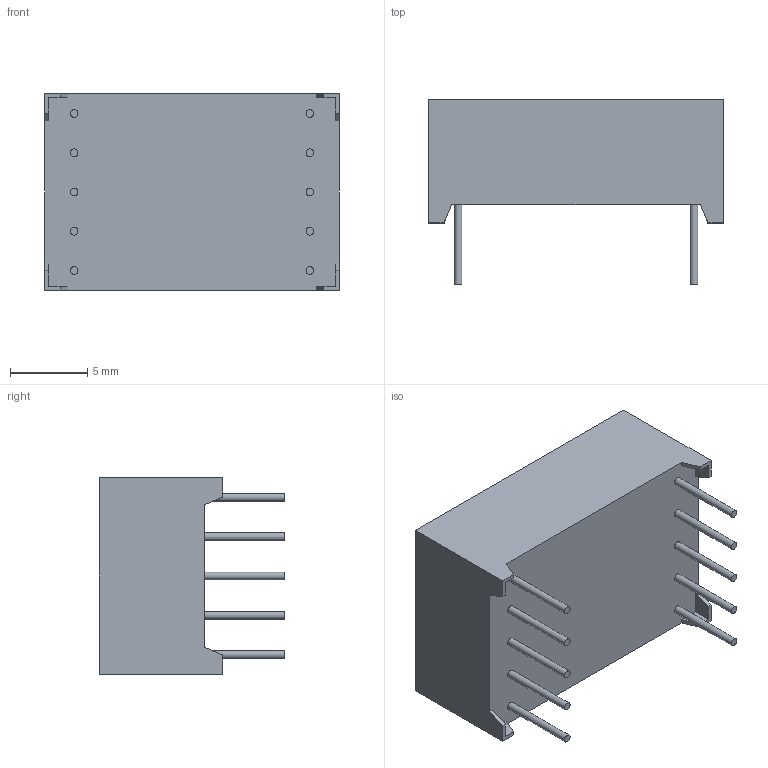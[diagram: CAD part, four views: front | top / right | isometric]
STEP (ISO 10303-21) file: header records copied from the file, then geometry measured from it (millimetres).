
FILE_DESCRIPTION(/* description */ (''),/* implementation_level */ '2;1');
FILE_NAME(/* name */ '7SEGBCD.stp',/* time_stamp */ '2020-06-29T04:23:30+09:00',/* author */ ('3Zuta'),/* organization */ (''),/* preprocessor_version */ 'ST-DEVELOPER v18',/* originating_system */ 'Autodesk Inventor 2020',/* authorisation */ '');
FILE_SCHEMA (('AUTOMOTIVE_DESIGN { 1 0 10303 214 3 1 1 }'));
Length unit declared in the file: millimetre
Products named in the file (1): 7SEGBCD
Bounding box: 19.05 x 12 x 12.7 mm (x, y, z)
Volume: 190.2 mm3; surface area: 1920 mm2
Topology: 19 solids, 19 shells, 164 faces, 376 edges, 252 vertices
Faces by surface type: plane 152, cylinder 12
Full cylindrical faces by diameter (mm): 0.5 x10, 1.5 x2
Entity records: 4681 total; most frequent: CARTESIAN_POINT 793, ORIENTED_EDGE 752, DIRECTION 734, EDGE_CURVE 376, LINE 348, VECTOR 348, VERTEX_POINT 252, AXIS2_PLACEMENT_3D 193
